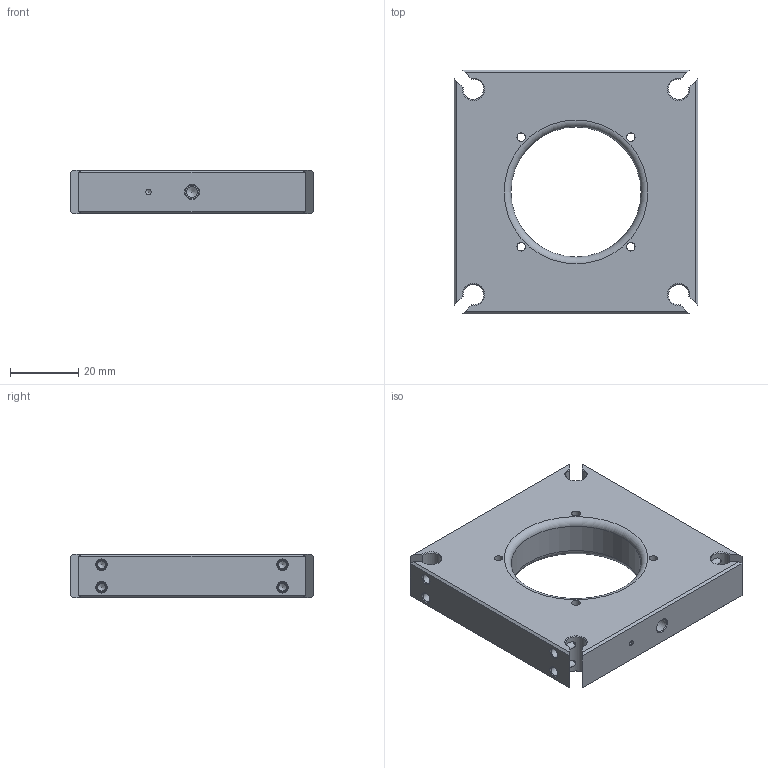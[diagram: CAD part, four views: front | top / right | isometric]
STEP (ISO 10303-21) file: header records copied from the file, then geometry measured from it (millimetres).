
FILE_DESCRIPTION(/* description */ ('STEP AP214'),/* implementation_level */ '2;1');
FILE_NAME(/* name */ 'Fan-mount-modified-Thorlabs-CagePlate-LCP03.stp',/* time_stamp */ '2022-08-19T14:34:47+02:00',/* author */ ('Nikita'),/* organization */ (''),/* preprocessor_version */ 'ST-DEVELOPER v16.5',/* originating_system */ 'Autodesk Inventor 2017',/* authorisation */ '');
FILE_SCHEMA (('AUTOMOTIVE_DESIGN { 1 0 10303 214 3 1 1 }'));
Length unit declared in the file: millimetre
Products named in the file (1): QS15-mount-modified-Thorlabs-CagePlate-LCP03_M
Bounding box: 71.12 x 71.12 x 12.7 mm (x, y, z)
Volume: 46496.6 mm3; surface area: 14081.6 mm2
Topology: 1 solids, 1 shells, 346 faces, 958 edges, 674 vertices
Faces by surface type: plane 180, bspline 109, cylinder 28, cone 27, torus 2
Full cylindrical faces by diameter (mm): 1.587 x1, 2.261 x8, 2.5 x4, 2.845 x8, 3.3 x1, 4 x1, 38 x1
Entity records: 13475 total; most frequent: CARTESIAN_POINT 5279, ORIENTED_EDGE 1724, DIRECTION 1209, EDGE_CURVE 862, VERTEX_POINT 597, LINE 571, VECTOR 571, EDGE_LOOP 451
